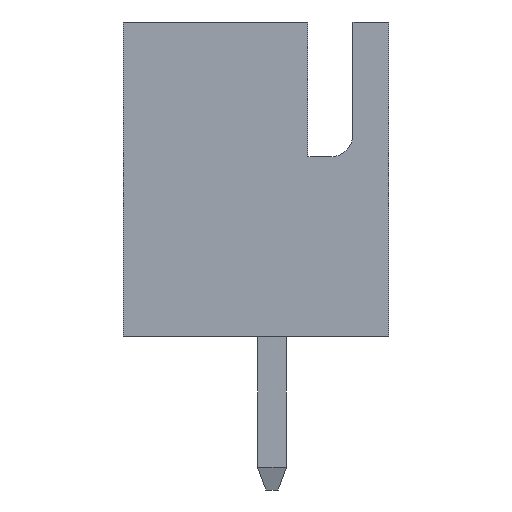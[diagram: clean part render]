
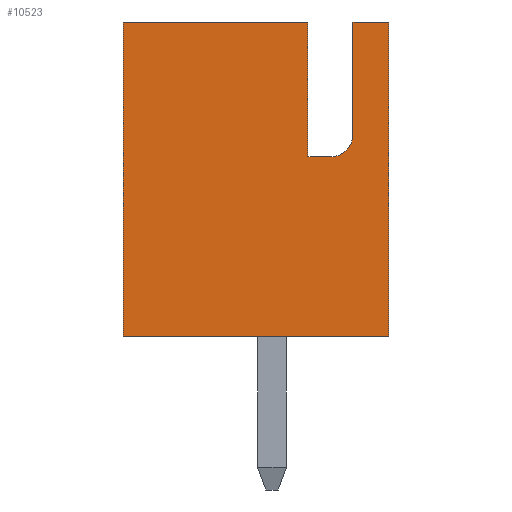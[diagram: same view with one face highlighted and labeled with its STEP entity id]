
A CAD part, left-side view. The second image highlights one B-rep face of the part: STEP entity #10523.
In plain terms, the highlighted planar face has unit normal (-1, 0, 0).
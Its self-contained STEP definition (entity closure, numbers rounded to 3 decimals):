
#106 = DIRECTION ( 'NONE',  ( 0., -1., 0. ) ) ;
#234 = VECTOR ( 'NONE', #9794, 1000. ) ;
#639 = LINE ( 'NONE', #4928, #8455 ) ;
#741 = EDGE_CURVE ( 'NONE', #16280, #14654, #14027, .T. ) ;
#810 = DIRECTION ( 'NONE',  ( 0., 0., -1. ) ) ;
#937 = EDGE_CURVE ( 'NONE', #1711, #17474, #6988, .T. ) ;
#1048 = CARTESIAN_POINT ( 'NONE',  ( -7.5, -1.15, 4. ) ) ;
#1432 = AXIS2_PLACEMENT_3D ( 'NONE', #7757, #3626, #810 ) ;
#1506 = FACE_OUTER_BOUND ( 'NONE', #6350, .T. ) ;
#1567 = VERTEX_POINT ( 'NONE', #2969 ) ;
#1684 = VECTOR ( 'NONE', #15907, 1000. ) ;
#1711 = VERTEX_POINT ( 'NONE', #1048 ) ;
#1712 = CARTESIAN_POINT ( 'NONE',  ( -7.5, 2.95, 7. ) ) ;
#1944 = ORIENTED_EDGE ( 'NONE', *, *, #2145, .T. ) ;
#2145 = EDGE_CURVE ( 'NONE', #1711, #8520, #639, .T. ) ;
#2414 = ORIENTED_EDGE ( 'NONE', *, *, #8868, .T. ) ;
#2969 = CARTESIAN_POINT ( 'NONE',  ( -7.5, 2.95, 0. ) ) ;
#3029 = CARTESIAN_POINT ( 'NONE',  ( -7.5, 2.95, 0. ) ) ;
#3626 = DIRECTION ( 'NONE',  ( 1., 0., 0. ) ) ;
#3790 = CARTESIAN_POINT ( 'NONE',  ( -7.5, -1.15, 7. ) ) ;
#3902 = VECTOR ( 'NONE', #16806, 1000. ) ;
#4349 = CIRCLE ( 'NONE', #1432, 0.5 ) ;
#4747 = CARTESIAN_POINT ( 'NONE',  ( -7.5, -2.95, 0. ) ) ;
#4784 = PLANE ( 'NONE',  #6317 ) ;
#4928 = CARTESIAN_POINT ( 'NONE',  ( -7.5, -1.15, 4. ) ) ;
#5526 = VERTEX_POINT ( 'NONE', #15057 ) ;
#5637 = CARTESIAN_POINT ( 'NONE',  ( -7.5, -2.15, 4.5 ) ) ;
#6317 = AXIS2_PLACEMENT_3D ( 'NONE', #9232, #11645, #14658 ) ;
#6350 = EDGE_LOOP ( 'NONE', ( #16459, #15268, #15682, #7157, #1944, #9072, #2414, #9840, #6735 ) ) ;
#6387 = EDGE_CURVE ( 'NONE', #14581, #6826, #16766, .T. ) ;
#6735 = ORIENTED_EDGE ( 'NONE', *, *, #6387, .F. ) ;
#6826 = VERTEX_POINT ( 'NONE', #4747 ) ;
#6962 = VECTOR ( 'NONE', #7452, 1000. ) ;
#6988 = LINE ( 'NONE', #8332, #3902 ) ;
#7101 = DIRECTION ( 'NONE',  ( 0., 0., 1. ) ) ;
#7157 = ORIENTED_EDGE ( 'NONE', *, *, #937, .F. ) ;
#7206 = DIRECTION ( 'NONE',  ( 0., -1., 0. ) ) ;
#7452 = DIRECTION ( 'NONE',  ( 0., 0., -1. ) ) ;
#7757 = CARTESIAN_POINT ( 'NONE',  ( -7.5, -1.65, 4.5 ) ) ;
#8023 = EDGE_CURVE ( 'NONE', #16280, #17474, #4349, .T. ) ;
#8332 = CARTESIAN_POINT ( 'NONE',  ( -7.5, -2.15, 4. ) ) ;
#8455 = VECTOR ( 'NONE', #10360, 1000. ) ;
#8520 = VERTEX_POINT ( 'NONE', #3790 ) ;
#8579 = LINE ( 'NONE', #1712, #10235 ) ;
#8861 = LINE ( 'NONE', #14366, #1684 ) ;
#8868 = EDGE_CURVE ( 'NONE', #5526, #1567, #17007, .T. ) ;
#9072 = ORIENTED_EDGE ( 'NONE', *, *, #10836, .F. ) ;
#9232 = CARTESIAN_POINT ( 'NONE',  ( -7.5, 2.95, 7. ) ) ;
#9580 = CARTESIAN_POINT ( 'NONE',  ( -7.5, -2.15, 4. ) ) ;
#9794 = DIRECTION ( 'NONE',  ( 0., 0., -1. ) ) ;
#9840 = ORIENTED_EDGE ( 'NONE', *, *, #15421, .T. ) ;
#10235 = VECTOR ( 'NONE', #106, 1000. ) ;
#10255 = VECTOR ( 'NONE', #7101, 1000. ) ;
#10360 = DIRECTION ( 'NONE',  ( 0., 0., 1. ) ) ;
#10523 = ADVANCED_FACE ( 'NONE', ( #1506 ), #4784, .F. ) ;
#10836 = EDGE_CURVE ( 'NONE', #5526, #8520, #8861, .T. ) ;
#11645 = DIRECTION ( 'NONE',  ( 1., 0., 0. ) ) ;
#12505 = CARTESIAN_POINT ( 'NONE',  ( -7.5, -2.95, 7. ) ) ;
#14027 = LINE ( 'NONE', #9580, #10255 ) ;
#14366 = CARTESIAN_POINT ( 'NONE',  ( -7.5, 2.95, 7. ) ) ;
#14581 = VERTEX_POINT ( 'NONE', #15865 ) ;
#14654 = VERTEX_POINT ( 'NONE', #17656 ) ;
#14658 = DIRECTION ( 'NONE',  ( 0., 0., -1. ) ) ;
#15057 = CARTESIAN_POINT ( 'NONE',  ( -7.5, 2.95, 7. ) ) ;
#15268 = ORIENTED_EDGE ( 'NONE', *, *, #741, .F. ) ;
#15277 = EDGE_CURVE ( 'NONE', #14654, #14581, #8579, .T. ) ;
#15399 = LINE ( 'NONE', #3029, #16885 ) ;
#15421 = EDGE_CURVE ( 'NONE', #1567, #6826, #15399, .T. ) ;
#15682 = ORIENTED_EDGE ( 'NONE', *, *, #8023, .T. ) ;
#15865 = CARTESIAN_POINT ( 'NONE',  ( -7.5, -2.95, 7. ) ) ;
#15907 = DIRECTION ( 'NONE',  ( 0., -1., 0. ) ) ;
#15922 = CARTESIAN_POINT ( 'NONE',  ( -7.5, 2.95, 7. ) ) ;
#16280 = VERTEX_POINT ( 'NONE', #5637 ) ;
#16459 = ORIENTED_EDGE ( 'NONE', *, *, #15277, .F. ) ;
#16766 = LINE ( 'NONE', #12505, #234 ) ;
#16806 = DIRECTION ( 'NONE',  ( 0., -1., 0. ) ) ;
#16885 = VECTOR ( 'NONE', #7206, 1000. ) ;
#17007 = LINE ( 'NONE', #15922, #6962 ) ;
#17013 = CARTESIAN_POINT ( 'NONE',  ( -7.5, -1.65, 4. ) ) ;
#17474 = VERTEX_POINT ( 'NONE', #17013 ) ;
#17656 = CARTESIAN_POINT ( 'NONE',  ( -7.5, -2.15, 7. ) ) ;
